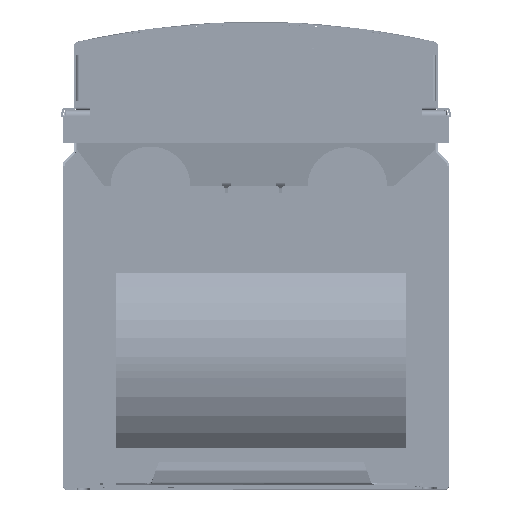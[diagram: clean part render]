
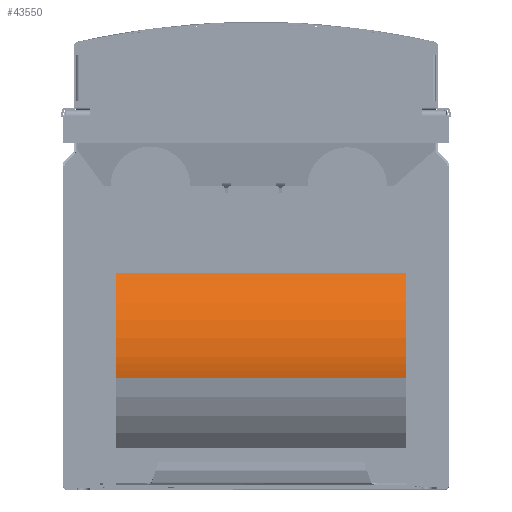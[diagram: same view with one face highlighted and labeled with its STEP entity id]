
A CAD part, front view. The second image highlights one B-rep face of the part: STEP entity #43550.
In plain terms, the highlighted cylindrical face has radius 83.5 mm (diameter 167 mm), a partial arc.
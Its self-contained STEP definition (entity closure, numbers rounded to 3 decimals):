
#20245=CARTESIAN_POINT('',(111.15,-291.316,96.194));
#20246=DIRECTION('',(-1.,0.,0.));
#20247=DIRECTION('',(0.,-0.982,-0.189));
#20248=AXIS2_PLACEMENT_3D('',#20245,#20246,#20247);
#20253=CARTESIAN_POINT('',(111.15,-291.316,96.194));
#20254=DIRECTION('',(-1.,0.,0.));
#20255=DIRECTION('',(0.,-1.,0.));
#20256=AXIS2_PLACEMENT_3D('',#20253,#20254,#20255);
#20298=CARTESIAN_POINT('',(-103.85,-291.316,96.194));
#20299=DIRECTION('',(1.,0.,0.));
#20300=DIRECTION('',(0.,-0.674,0.739));
#20301=AXIS2_PLACEMENT_3D('',#20298,#20299,#20300);
#20306=CARTESIAN_POINT('',(-103.85,-291.316,96.194));
#20307=DIRECTION('',(1.,0.,0.));
#20308=DIRECTION('',(0.,-1.,0.));
#20309=AXIS2_PLACEMENT_3D('',#20306,#20307,#20308);
#20336=DIRECTION('',(1.,0.,0.));
#20337=VECTOR('',#20336,215.);
#20338=CARTESIAN_POINT('',(-103.85,-347.58,157.892));
#20339=LINE('',#20338,#20337);
#20343=DIRECTION('',(-1.,0.,0.));
#20344=VECTOR('',#20343,215.);
#20345=CARTESIAN_POINT('',(111.15,-373.308,80.393));
#20346=LINE('',#20345,#20344);
#29066=CARTESIAN_POINT('',(111.15,-347.58,157.892));
#29067=VERTEX_POINT('',#29066);
#29068=CARTESIAN_POINT('',(-103.85,-347.58,157.892));
#29069=VERTEX_POINT('',#29068);
#30868=CARTESIAN_POINT('',(111.15,-373.308,80.396));
#30869=VERTEX_POINT('',#30868);
#30870=CARTESIAN_POINT('',(111.15,-374.816,96.194));
#30871=VERTEX_POINT('',#30870);
#30872=CARTESIAN_POINT('',(-103.85,-373.305,80.371));
#30873=VERTEX_POINT('',#30872);
#30876=CARTESIAN_POINT('',(-103.85,-374.816,96.194));
#30877=VERTEX_POINT('',#30876);
#43537=CARTESIAN_POINT('',(111.15,-291.316,96.194));
#43538=DIRECTION('',(-1.,0.,0.));
#43539=DIRECTION('',(0.,-1.,0.));
#43540=AXIS2_PLACEMENT_3D('',#43537,#43538,#43539);
#43541=CYLINDRICAL_SURFACE('',#43540,83.5);
#43542=ORIENTED_EDGE('',*,*,#34608,.T.);
#43543=ORIENTED_EDGE('',*,*,#43485,.F.);
#43544=ORIENTED_EDGE('',*,*,#43483,.F.);
#43545=ORIENTED_EDGE('',*,*,#43498,.T.);
#43546=ORIENTED_EDGE('',*,*,#43517,.F.);
#43547=ORIENTED_EDGE('',*,*,#43515,.F.);
#43548=EDGE_LOOP('',(#43542,#43543,#43544,#43545,#43546,#43547));
#43549=FACE_OUTER_BOUND('',#43548,.F.);
#43550=ADVANCED_FACE('',(#43549),#43541,.T.);
#20249=CIRCLE('',#20248,83.5);
#20257=CIRCLE('',#20256,83.5);
#20302=CIRCLE('',#20301,83.5);
#20310=CIRCLE('',#20309,83.5);
#34608=EDGE_CURVE('',#29069,#29067,#20339,.T.);
#43483=EDGE_CURVE('',#30869,#30871,#20249,.T.);
#43485=EDGE_CURVE('',#30871,#29067,#20257,.T.);
#43498=EDGE_CURVE('',#30869,#30873,#20346,.T.);
#43515=EDGE_CURVE('',#29069,#30877,#20302,.T.);
#43517=EDGE_CURVE('',#30877,#30873,#20310,.T.);
